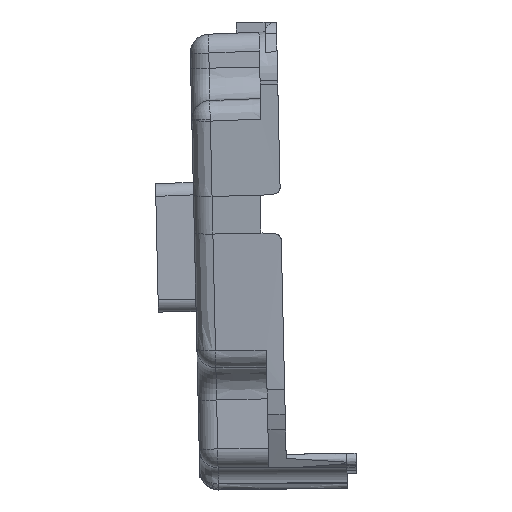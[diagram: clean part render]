
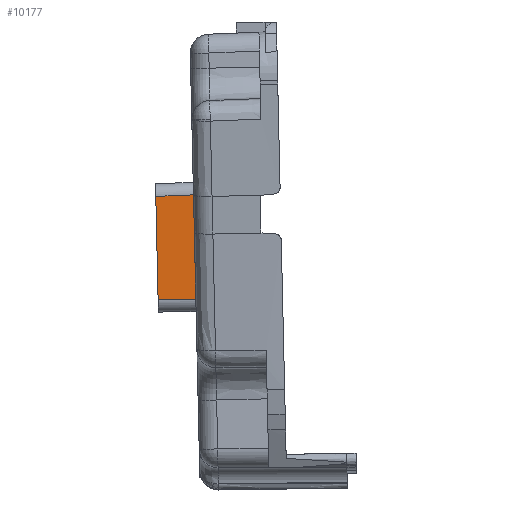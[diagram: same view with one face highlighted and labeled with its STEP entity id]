
A CAD part, front view. The second image highlights one B-rep face of the part: STEP entity #10177.
In plain terms, the highlighted planar face has unit normal (-0.017, -1, 0).
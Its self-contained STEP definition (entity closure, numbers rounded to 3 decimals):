
#2235 = VERTEX_POINT ( 'NONE', #14847 ) ;
#2869 = EDGE_CURVE ( 'NONE', #9175, #12404, #7199, .T. ) ;
#3228 = CARTESIAN_POINT ( 'NONE',  ( 1638.533, -72.305, 459.344 ) ) ;
#3237 = DIRECTION ( 'NONE',  ( 1., -0.017, 0.005 ) ) ;
#5407 = CARTESIAN_POINT ( 'NONE',  ( 1638.8, -72.306, 449.041 ) ) ;
#5664 = DIRECTION ( 'NONE',  ( -0.023, 0., 1. ) ) ;
#6187 = CARTESIAN_POINT ( 'NONE',  ( 1632.764, -72.2, 449.011 ) ) ;
#6520 = PLANE ( 'NONE',  #6817 ) ;
#6660 = ORIENTED_EDGE ( 'NONE', *, *, #9178, .T. ) ;
#6817 = AXIS2_PLACEMENT_3D ( 'NONE', #19356, #8678, #13991 ) ;
#7194 = EDGE_CURVE ( 'NONE', #2235, #12445, #7525, .T. ) ;
#7199 = LINE ( 'NONE', #14953, #22131 ) ;
#7525 = LINE ( 'NONE', #3228, #14383 ) ;
#8040 = DIRECTION ( 'NONE',  ( -0.999, 0.017, -0.04 ) ) ;
#8550 = LINE ( 'NONE', #5407, #11715 ) ;
#8678 = DIRECTION ( 'NONE',  ( -0.017, -1., 0. ) ) ;
#9175 = VERTEX_POINT ( 'NONE', #6187 ) ;
#9178 = EDGE_CURVE ( 'NONE', #12445, #12404, #20960, .T. ) ;
#9696 = ORIENTED_EDGE ( 'NONE', *, *, #7194, .T. ) ;
#10177 = ADVANCED_FACE ( 'NONE', ( #13466 ), #6520, .T. ) ;
#10293 = EDGE_CURVE ( 'NONE', #9175, #2235, #8550, .T. ) ;
#11609 = ORIENTED_EDGE ( 'NONE', *, *, #10293, .T. ) ;
#11715 = VECTOR ( 'NONE', #3237, 1000. ) ;
#12404 = VERTEX_POINT ( 'NONE', #22175 ) ;
#12445 = VERTEX_POINT ( 'NONE', #15345 ) ;
#13466 = FACE_OUTER_BOUND ( 'NONE', #19763, .T. ) ;
#13991 = DIRECTION ( 'NONE',  ( -1., 0.017, 0. ) ) ;
#14383 = VECTOR ( 'NONE', #21664, 1000. ) ;
#14847 = CARTESIAN_POINT ( 'NONE',  ( 1638.765, -72.305, 449.041 ) ) ;
#14953 = CARTESIAN_POINT ( 'NONE',  ( 1632.534, -72.2, 459.209 ) ) ;
#15345 = CARTESIAN_POINT ( 'NONE',  ( 1638.391, -72.305, 465.647 ) ) ;
#18996 = CARTESIAN_POINT ( 'NONE',  ( 1632.266, -72.198, 465.402 ) ) ;
#19215 = VECTOR ( 'NONE', #8040, 1000. ) ;
#19356 = CARTESIAN_POINT ( 'NONE',  ( 1632.513, -72.2, 459.208 ) ) ;
#19763 = EDGE_LOOP ( 'NONE', ( #9696, #6660, #20144, #11609 ) ) ;
#20144 = ORIENTED_EDGE ( 'NONE', *, *, #2869, .F. ) ;
#20960 = LINE ( 'NONE', #18996, #19215 ) ;
#21664 = DIRECTION ( 'NONE',  ( -0.023, 0., 1. ) ) ;
#22131 = VECTOR ( 'NONE', #5664, 1000. ) ;
#22175 = CARTESIAN_POINT ( 'NONE',  ( 1632.395, -72.2, 465.407 ) ) ;
